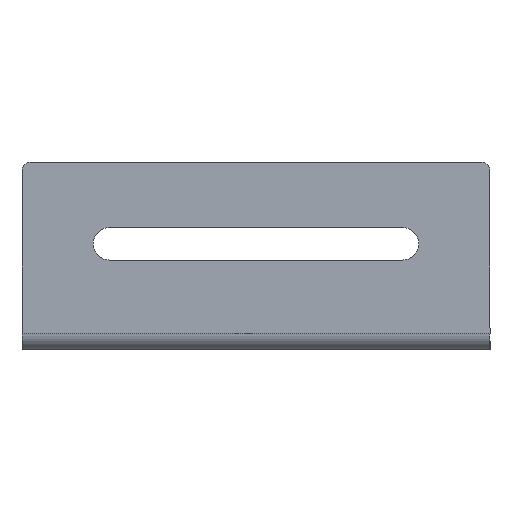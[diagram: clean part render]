
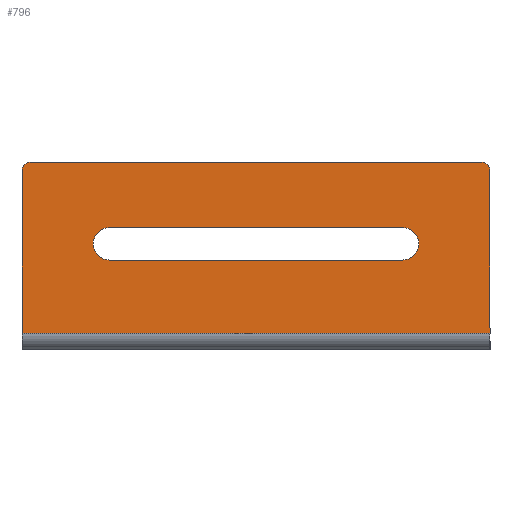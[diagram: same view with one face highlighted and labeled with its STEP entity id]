
A CAD part, front view. The second image highlights one B-rep face of the part: STEP entity #796.
In plain terms, the highlighted planar face has unit normal (0, -1, 0).
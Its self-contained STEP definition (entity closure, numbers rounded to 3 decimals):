
#4 = VERTEX_POINT ( 'NONE', #1178 ) ;
#22 = LINE ( 'NONE', #443, #1007 ) ;
#52 = AXIS2_PLACEMENT_3D ( 'NONE', #820, #915, #1478 ) ;
#70 = DIRECTION ( 'NONE',  ( 0., 0., -1. ) ) ;
#79 = CARTESIAN_POINT ( 'NONE',  ( -36., -74.5, 30. ) ) ;
#115 = VERTEX_POINT ( 'NONE', #667 ) ;
#152 = CARTESIAN_POINT ( 'NONE',  ( 0., -74.5, 0. ) ) ;
#177 = DIRECTION ( 'NONE',  ( 0., 1., 0. ) ) ;
#182 = CARTESIAN_POINT ( 'NONE',  ( -55.5, -74.5, 44. ) ) ;
#225 = ORIENTED_EDGE ( 'NONE', *, *, #1580, .T. ) ;
#249 = VERTEX_POINT ( 'NONE', #994 ) ;
#307 = VECTOR ( 'NONE', #1336, 1000. ) ;
#318 = ORIENTED_EDGE ( 'NONE', *, *, #1348, .T. ) ;
#330 = CARTESIAN_POINT ( 'NONE',  ( 57.5, -74.5, 46. ) ) ;
#333 = ORIENTED_EDGE ( 'NONE', *, *, #343, .T. ) ;
#343 = EDGE_CURVE ( 'NONE', #1132, #4, #914, .T. ) ;
#411 = EDGE_CURVE ( 'NONE', #540, #805, #1459, .T. ) ;
#436 = AXIS2_PLACEMENT_3D ( 'NONE', #675, #1753, #542 ) ;
#438 = VECTOR ( 'NONE', #504, 1000. ) ;
#443 = CARTESIAN_POINT ( 'NONE',  ( -57.5, -74.5, 46. ) ) ;
#445 = AXIS2_PLACEMENT_3D ( 'NONE', #1437, #177, #564 ) ;
#482 = LINE ( 'NONE', #330, #1485 ) ;
#504 = DIRECTION ( 'NONE',  ( 1., 0., 0. ) ) ;
#540 = VERTEX_POINT ( 'NONE', #1123 ) ;
#542 = DIRECTION ( 'NONE',  ( 0., 0., -1. ) ) ;
#564 = DIRECTION ( 'NONE',  ( 0., 0., 1. ) ) ;
#589 = FACE_BOUND ( 'NONE', #863, .T. ) ;
#591 = AXIS2_PLACEMENT_3D ( 'NONE', #152, #710, #719 ) ;
#665 = CIRCLE ( 'NONE', #1666, 2. ) ;
#667 = CARTESIAN_POINT ( 'NONE',  ( -57.5, -74.5, 44. ) ) ;
#675 = CARTESIAN_POINT ( 'NONE',  ( 55.5, -74.5, 44. ) ) ;
#681 = ORIENTED_EDGE ( 'NONE', *, *, #806, .T. ) ;
#695 = ORIENTED_EDGE ( 'NONE', *, *, #1593, .T. ) ;
#700 = FACE_OUTER_BOUND ( 'NONE', #1747, .T. ) ;
#706 = ORIENTED_EDGE ( 'NONE', *, *, #1499, .T. ) ;
#710 = DIRECTION ( 'NONE',  ( 0., -1., 0. ) ) ;
#719 = DIRECTION ( 'NONE',  ( 0., 0., -1. ) ) ;
#758 = ORIENTED_EDGE ( 'NONE', *, *, #1627, .T. ) ;
#785 = CIRCLE ( 'NONE', #52, 4. ) ;
#796 = ADVANCED_FACE ( 'NONE', ( #589, #700 ), #840, .T. ) ;
#805 = VERTEX_POINT ( 'NONE', #1270 ) ;
#806 = EDGE_CURVE ( 'NONE', #249, #1132, #1295, .T. ) ;
#820 = CARTESIAN_POINT ( 'NONE',  ( -36., -74.5, 26. ) ) ;
#840 = PLANE ( 'NONE',  #591 ) ;
#859 = DIRECTION ( 'NONE',  ( 1., 0., 0. ) ) ;
#863 = EDGE_LOOP ( 'NONE', ( #225, #695, #681, #333 ) ) ;
#906 = CARTESIAN_POINT ( 'NONE',  ( 57.5, -74.5, 2. ) ) ;
#909 = EDGE_CURVE ( 'NONE', #1458, #115, #22, .T. ) ;
#914 = LINE ( 'NONE', #1185, #307 ) ;
#915 = DIRECTION ( 'NONE',  ( 0., 1., 0. ) ) ;
#945 = EDGE_CURVE ( 'NONE', #1564, #1049, #482, .T. ) ;
#994 = CARTESIAN_POINT ( 'NONE',  ( 36., -74.5, 30. ) ) ;
#1007 = VECTOR ( 'NONE', #1534, 1000. ) ;
#1031 = ORIENTED_EDGE ( 'NONE', *, *, #945, .F. ) ;
#1049 = VERTEX_POINT ( 'NONE', #1096 ) ;
#1082 = VECTOR ( 'NONE', #859, 1000. ) ;
#1096 = CARTESIAN_POINT ( 'NONE',  ( 55.5, -74.5, 46. ) ) ;
#1123 = CARTESIAN_POINT ( 'NONE',  ( 57.5, -74.5, 44. ) ) ;
#1132 = VERTEX_POINT ( 'NONE', #1232 ) ;
#1134 = LINE ( 'NONE', #1695, #1082 ) ;
#1178 = CARTESIAN_POINT ( 'NONE',  ( -36., -74.5, 22. ) ) ;
#1185 = CARTESIAN_POINT ( 'NONE',  ( -36., -74.5, 22. ) ) ;
#1188 = DIRECTION ( 'NONE',  ( 1., 0., 0. ) ) ;
#1232 = CARTESIAN_POINT ( 'NONE',  ( 36., -74.5, 22. ) ) ;
#1239 = CARTESIAN_POINT ( 'NONE',  ( -57.5, -74.5, 4. ) ) ;
#1270 = CARTESIAN_POINT ( 'NONE',  ( 57.5, -74.5, 4. ) ) ;
#1295 = CIRCLE ( 'NONE', #445, 4. ) ;
#1296 = VERTEX_POINT ( 'NONE', #1671 ) ;
#1313 = DIRECTION ( 'NONE',  ( 0., -1., 0. ) ) ;
#1334 = ORIENTED_EDGE ( 'NONE', *, *, #909, .F. ) ;
#1336 = DIRECTION ( 'NONE',  ( -1., 0., 0. ) ) ;
#1337 = LINE ( 'NONE', #79, #438 ) ;
#1348 = EDGE_CURVE ( 'NONE', #1564, #115, #665, .T. ) ;
#1377 = CARTESIAN_POINT ( 'NONE',  ( -55.5, -74.5, 46. ) ) ;
#1398 = VECTOR ( 'NONE', #1468, 1000. ) ;
#1437 = CARTESIAN_POINT ( 'NONE',  ( 36., -74.5, 26. ) ) ;
#1458 = VERTEX_POINT ( 'NONE', #1239 ) ;
#1459 = LINE ( 'NONE', #906, #1398 ) ;
#1468 = DIRECTION ( 'NONE',  ( 0., 0., -1. ) ) ;
#1478 = DIRECTION ( 'NONE',  ( 0., 0., 1. ) ) ;
#1485 = VECTOR ( 'NONE', #1188, 1000. ) ;
#1499 = EDGE_CURVE ( 'NONE', #540, #1049, #1632, .T. ) ;
#1534 = DIRECTION ( 'NONE',  ( 0., 0., 1. ) ) ;
#1564 = VERTEX_POINT ( 'NONE', #1377 ) ;
#1580 = EDGE_CURVE ( 'NONE', #4, #1296, #785, .T. ) ;
#1593 = EDGE_CURVE ( 'NONE', #1296, #249, #1337, .T. ) ;
#1627 = EDGE_CURVE ( 'NONE', #1458, #805, #1134, .T. ) ;
#1632 = CIRCLE ( 'NONE', #436, 2. ) ;
#1666 = AXIS2_PLACEMENT_3D ( 'NONE', #182, #1313, #70 ) ;
#1671 = CARTESIAN_POINT ( 'NONE',  ( -36., -74.5, 30. ) ) ;
#1682 = ORIENTED_EDGE ( 'NONE', *, *, #411, .F. ) ;
#1695 = CARTESIAN_POINT ( 'NONE',  ( 0., -74.5, 4. ) ) ;
#1747 = EDGE_LOOP ( 'NONE', ( #1682, #706, #1031, #318, #1334, #758 ) ) ;
#1753 = DIRECTION ( 'NONE',  ( 0., -1., 0. ) ) ;
